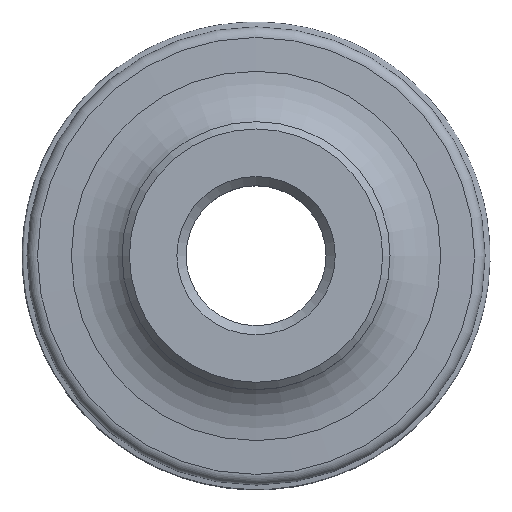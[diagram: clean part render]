
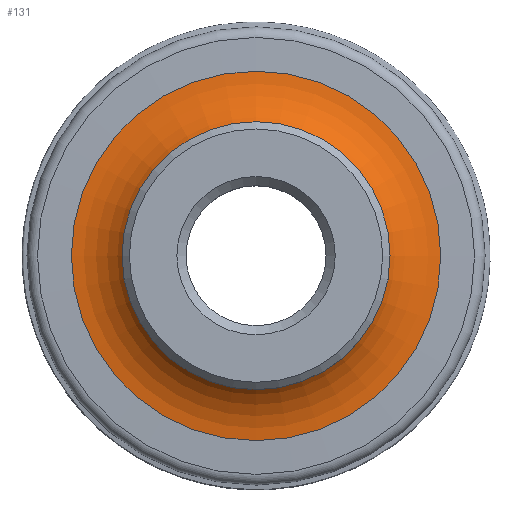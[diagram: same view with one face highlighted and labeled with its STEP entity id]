
A CAD part, top view. The second image highlights one B-rep face of the part: STEP entity #131.
In plain terms, the highlighted toroidal (fillet/blend) face has major radius 51 mm and minor radius 20 mm.
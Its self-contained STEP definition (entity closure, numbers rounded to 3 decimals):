
#103=TOROIDAL_SURFACE('',#586,51.,20.);
#131=ADVANCED_FACE('',(#178,#179),#103,.F.);
#178=FACE_BOUND('',#231,.T.);
#179=FACE_BOUND('',#232,.T.);
#231=EDGE_LOOP('',(#283));
#232=EDGE_LOOP('',(#284));
#283=ORIENTED_EDGE('',*,*,#348,.F.);
#284=ORIENTED_EDGE('',*,*,#347,.F.);
#320=VERTEX_POINT('',#814);
#321=VERTEX_POINT('',#817);
#347=EDGE_CURVE('',#320,#320,#373,.T.);
#348=EDGE_CURVE('',#321,#321,#374,.T.);
#373=CIRCLE('',#571,50.302);
#374=CIRCLE('',#573,31.);
#571=AXIS2_PLACEMENT_3D('',#813,#672,#673);
#573=AXIS2_PLACEMENT_3D('',#816,#676,#677);
#586=AXIS2_PLACEMENT_3D('',#835,#702,#703);
#672=DIRECTION('',(0.,0.,-1.));
#673=DIRECTION('',(-1.,0.,0.));
#676=DIRECTION('',(0.,0.,1.));
#677=DIRECTION('',(-1.,0.,0.));
#702=DIRECTION('',(0.,0.,-1.));
#703=DIRECTION('',(-1.,0.,0.));
#813=CARTESIAN_POINT('',(0.,0.,-42.878));
#814=CARTESIAN_POINT('',(-50.302,0.,-42.878));
#816=CARTESIAN_POINT('',(0.,0.,-22.89));
#817=CARTESIAN_POINT('',(-31.,0.,-22.89));
#835=CARTESIAN_POINT('',(0.,0.,-22.89));
